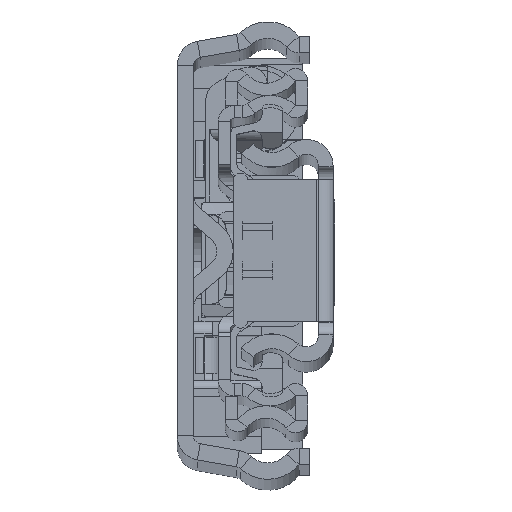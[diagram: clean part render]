
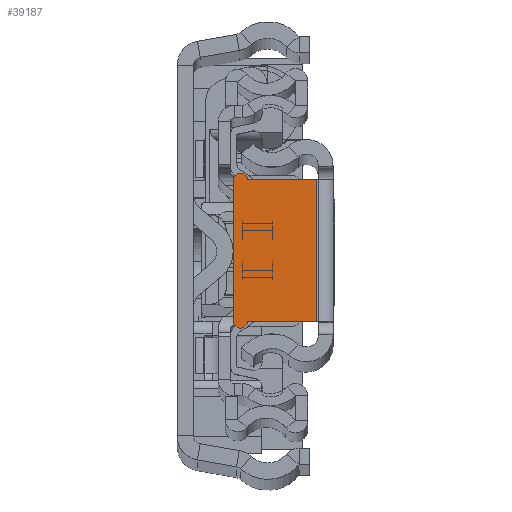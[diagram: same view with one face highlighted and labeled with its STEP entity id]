
A CAD part, top view. The second image highlights one B-rep face of the part: STEP entity #39187.
In plain terms, the highlighted planar face has unit normal (0, 0, 1).
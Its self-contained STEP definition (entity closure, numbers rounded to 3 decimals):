
#159 = CARTESIAN_POINT ( 'NONE',  ( -12.2, -8.65, 0. ) ) ;
#530 = VECTOR ( 'NONE', #8947, 1000. ) ;
#756 = CARTESIAN_POINT ( 'NONE',  ( -10.5, 8.65, 0. ) ) ;
#1337 = AXIS2_PLACEMENT_3D ( 'NONE', #38833, #39944, #21898 ) ;
#2397 = VERTEX_POINT ( 'NONE', #42844 ) ;
#4320 = LINE ( 'NONE', #159, #29419 ) ;
#5330 = LINE ( 'NONE', #13629, #18033 ) ;
#8947 = DIRECTION ( 'NONE',  ( 0., 1., 0. ) ) ;
#9918 = EDGE_CURVE ( 'NONE', #2397, #53023, #49518, .T. ) ;
#10261 = FACE_OUTER_BOUND ( 'NONE', #20651, .T. ) ;
#10320 = VERTEX_POINT ( 'NONE', #13303 ) ;
#10954 = CARTESIAN_POINT ( 'NONE',  ( -12.2, 8.65, 0. ) ) ;
#11024 = VERTEX_POINT ( 'NONE', #756 ) ;
#12090 = VERTEX_POINT ( 'NONE', #20411 ) ;
#13303 = CARTESIAN_POINT ( 'NONE',  ( -10.5, -8.65, 0. ) ) ;
#13629 = CARTESIAN_POINT ( 'NONE',  ( -1.8, 8.65, 0. ) ) ;
#15192 = ORIENTED_EDGE ( 'NONE', *, *, #16219, .T. ) ;
#16219 = EDGE_CURVE ( 'NONE', #2397, #10320, #37068, .T. ) ;
#17273 = CARTESIAN_POINT ( 'NONE',  ( -2., 0., 0. ) ) ;
#18033 = VECTOR ( 'NONE', #22242, 1000. ) ;
#19439 = VECTOR ( 'NONE', #40900, 1000. ) ;
#19897 = ORIENTED_EDGE ( 'NONE', *, *, #44895, .F. ) ;
#19938 = CIRCLE ( 'NONE', #1337, 0.85 ) ;
#20411 = CARTESIAN_POINT ( 'NONE',  ( -2., -8.65, 0. ) ) ;
#20651 = EDGE_LOOP ( 'NONE', ( #32944, #15192, #19897, #35712, #32217, #36434 ) ) ;
#20902 = DIRECTION ( 'NONE',  ( 0., 0., 1. ) ) ;
#21898 = DIRECTION ( 'NONE',  ( 1., 0., 0. ) ) ;
#22242 = DIRECTION ( 'NONE',  ( 1., 0., 0. ) ) ;
#24300 = EDGE_CURVE ( 'NONE', #11024, #27602, #5330, .T. ) ;
#25330 = DIRECTION ( 'NONE',  ( -1., 0., 0. ) ) ;
#25672 = EDGE_CURVE ( 'NONE', #11024, #53023, #19938, .T. ) ;
#27602 = VERTEX_POINT ( 'NONE', #46145 ) ;
#28674 = CARTESIAN_POINT ( 'NONE',  ( -11.35, -8.65, 0. ) ) ;
#29419 = VECTOR ( 'NONE', #50712, 1000. ) ;
#32217 = ORIENTED_EDGE ( 'NONE', *, *, #24300, .F. ) ;
#32944 = ORIENTED_EDGE ( 'NONE', *, *, #9918, .F. ) ;
#34216 = LINE ( 'NONE', #17273, #530 ) ;
#35712 = ORIENTED_EDGE ( 'NONE', *, *, #53266, .T. ) ;
#36434 = ORIENTED_EDGE ( 'NONE', *, *, #25672, .T. ) ;
#37068 = CIRCLE ( 'NONE', #51294, 0.85 ) ;
#38833 = CARTESIAN_POINT ( 'NONE',  ( -11.35, 8.65, 0. ) ) ;
#39187 = ADVANCED_FACE ( 'NONE', ( #10261 ), #39955, .T. ) ;
#39944 = DIRECTION ( 'NONE',  ( 0., 0., 1. ) ) ;
#39955 = PLANE ( 'NONE',  #52186 ) ;
#40900 = DIRECTION ( 'NONE',  ( 0., 1., 0. ) ) ;
#42844 = CARTESIAN_POINT ( 'NONE',  ( -12.2, -8.65, 0. ) ) ;
#44121 = CARTESIAN_POINT ( 'NONE',  ( 0., 0., 0. ) ) ;
#44895 = EDGE_CURVE ( 'NONE', #12090, #10320, #4320, .T. ) ;
#44946 = DIRECTION ( 'NONE',  ( 1., 0., 0. ) ) ;
#45075 = CARTESIAN_POINT ( 'NONE',  ( -12.2, 8.65, 0. ) ) ;
#46145 = CARTESIAN_POINT ( 'NONE',  ( -2., 8.65, 0. ) ) ;
#48297 = DIRECTION ( 'NONE',  ( 0., 0., 1. ) ) ;
#49518 = LINE ( 'NONE', #45075, #19439 ) ;
#50712 = DIRECTION ( 'NONE',  ( -1., 0., 0. ) ) ;
#51294 = AXIS2_PLACEMENT_3D ( 'NONE', #28674, #20902, #25330 ) ;
#52186 = AXIS2_PLACEMENT_3D ( 'NONE', #44121, #48297, #44946 ) ;
#53023 = VERTEX_POINT ( 'NONE', #10954 ) ;
#53266 = EDGE_CURVE ( 'NONE', #12090, #27602, #34216, .T. ) ;
